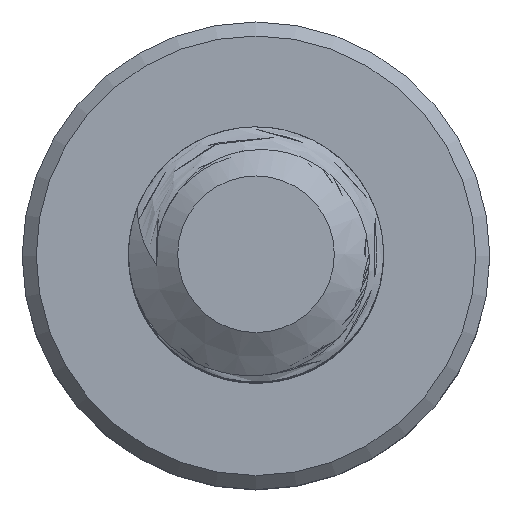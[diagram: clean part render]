
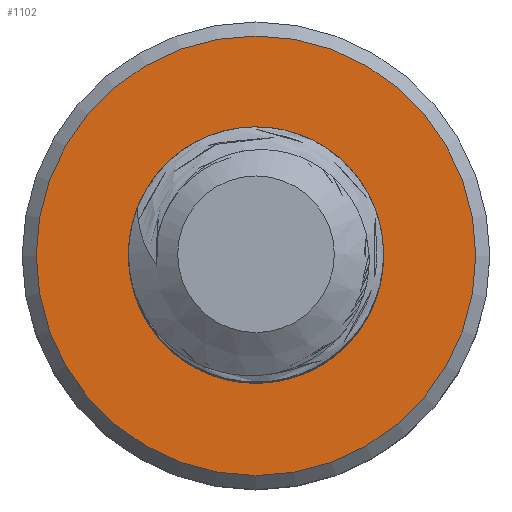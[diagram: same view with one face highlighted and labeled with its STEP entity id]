
A CAD part, top view. The second image highlights one B-rep face of the part: STEP entity #1102.
In plain terms, the highlighted planar face has unit normal (0, 0, 1).
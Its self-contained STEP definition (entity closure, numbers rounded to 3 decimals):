
#24=FACE_BOUND('',#168,.T.);
#27=PLANE('',#1199);
#103=FACE_OUTER_BOUND('',#167,.T.);
#167=EDGE_LOOP('',(#967,#968));
#168=EDGE_LOOP('',(#969,#970));
#181=CIRCLE('',#1129,1.5);
#182=CIRCLE('',#1130,1.5);
#189=CIRCLE('',#1176,2.585);
#190=CIRCLE('',#1177,2.585);
#401=VERTEX_POINT('',#1488);
#402=VERTEX_POINT('',#1490);
#485=VERTEX_POINT('',#4367);
#486=VERTEX_POINT('',#4369);
#510=EDGE_CURVE('',#401,#402,#181,.T.);
#511=EDGE_CURVE('',#402,#401,#182,.T.);
#633=EDGE_CURVE('',#486,#485,#189,.T.);
#634=EDGE_CURVE('',#485,#486,#190,.T.);
#967=ORIENTED_EDGE('',*,*,#633,.T.);
#968=ORIENTED_EDGE('',*,*,#634,.T.);
#969=ORIENTED_EDGE('',*,*,#511,.F.);
#970=ORIENTED_EDGE('',*,*,#510,.F.);
#1102=ADVANCED_FACE('',(#103,#24),#27,.F.);
#1129=AXIS2_PLACEMENT_3D('',#1491,#1222,#1223);
#1130=AXIS2_PLACEMENT_3D('',#1492,#1224,#1225);
#1176=AXIS2_PLACEMENT_3D('',#4370,#1354,#1355);
#1177=AXIS2_PLACEMENT_3D('',#4371,#1356,#1357);
#1199=AXIS2_PLACEMENT_3D('',#5617,#1403,#1404);
#1222=DIRECTION('center_axis',(0.,0.,1.));
#1223=DIRECTION('ref_axis',(1.,0.,0.));
#1224=DIRECTION('center_axis',(0.,0.,1.));
#1225=DIRECTION('ref_axis',(1.,0.,0.));
#1354=DIRECTION('center_axis',(0.,0.,1.));
#1355=DIRECTION('ref_axis',(-1.,0.,0.));
#1356=DIRECTION('center_axis',(0.,0.,1.));
#1357=DIRECTION('ref_axis',(-1.,0.,0.));
#1403=DIRECTION('center_axis',(0.,0.,-1.));
#1404=DIRECTION('ref_axis',(-1.,0.,0.));
#1488=CARTESIAN_POINT('',(-1.5,0.,-10.));
#1490=CARTESIAN_POINT('',(1.5,0.,-10.));
#1491=CARTESIAN_POINT('Origin',(0.,0.,-10.));
#1492=CARTESIAN_POINT('Origin',(0.,0.,-10.));
#4367=CARTESIAN_POINT('',(2.585,0.,-10.));
#4369=CARTESIAN_POINT('',(-2.585,0.,-10.));
#4370=CARTESIAN_POINT('Origin',(0.,0.,-10.));
#4371=CARTESIAN_POINT('Origin',(0.,0.,-10.));
#5617=CARTESIAN_POINT('Origin',(0.,0.,-10.));
